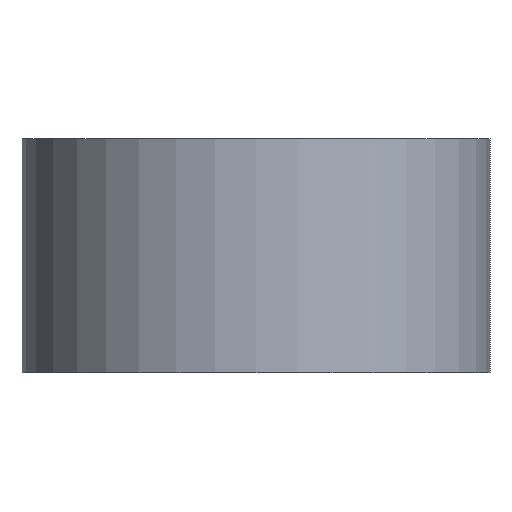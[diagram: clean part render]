
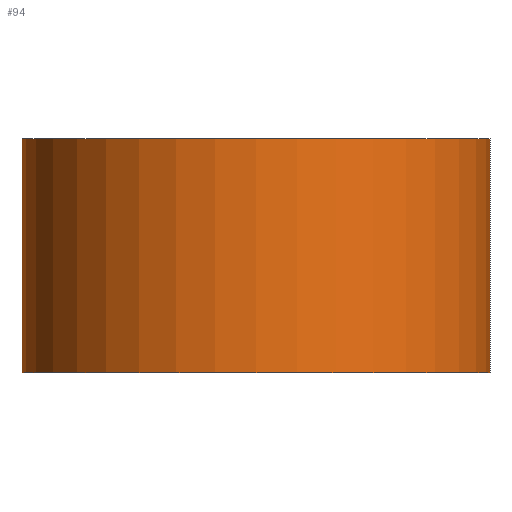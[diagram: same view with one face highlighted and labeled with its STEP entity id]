
A CAD part, front view. The second image highlights one B-rep face of the part: STEP entity #94.
In plain terms, the highlighted cylindrical face has radius 5 mm (diameter 10 mm), a partial arc.
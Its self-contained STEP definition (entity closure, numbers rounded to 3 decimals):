
#1 = EDGE_CURVE ( 'NONE', #124, #166, #171, .T. ) ;
#13 = CARTESIAN_POINT ( 'NONE',  ( 5., 0., 5. ) ) ;
#15 = DIRECTION ( 'NONE',  ( 1., 0., 0. ) ) ;
#26 = CIRCLE ( 'NONE', #249, 5. ) ;
#34 = CARTESIAN_POINT ( 'NONE',  ( 0., 0., 5. ) ) ;
#36 = CARTESIAN_POINT ( 'NONE',  ( -5., 0., 5. ) ) ;
#44 = ORIENTED_EDGE ( 'NONE', *, *, #1, .F. ) ;
#46 = VERTEX_POINT ( 'NONE', #53 ) ;
#47 = VERTEX_POINT ( 'NONE', #190 ) ;
#53 = CARTESIAN_POINT ( 'NONE',  ( -5., 0., 0. ) ) ;
#54 = EDGE_CURVE ( 'NONE', #47, #46, #151, .T. ) ;
#59 = DIRECTION ( 'NONE',  ( 0., 0., 1. ) ) ;
#60 = DIRECTION ( 'NONE',  ( 0., 0., -1. ) ) ;
#61 = ORIENTED_EDGE ( 'NONE', *, *, #64, .T. ) ;
#64 = EDGE_CURVE ( 'NONE', #46, #166, #156, .T. ) ;
#73 = DIRECTION ( 'NONE',  ( -1., 0., 0. ) ) ;
#81 = CARTESIAN_POINT ( 'NONE',  ( 5., 0., 0. ) ) ;
#84 = AXIS2_PLACEMENT_3D ( 'NONE', #238, #220, #73 ) ;
#90 = DIRECTION ( 'NONE',  ( 1., 0., 0. ) ) ;
#94 = ADVANCED_FACE ( 'NONE', ( #148 ), #244, .T. ) ;
#98 = VECTOR ( 'NONE', #60, 1000. ) ;
#100 = EDGE_CURVE ( 'NONE', #47, #124, #26, .T. ) ;
#101 = ORIENTED_EDGE ( 'NONE', *, *, #100, .F. ) ;
#108 = DIRECTION ( 'NONE',  ( 0., 0., 1. ) ) ;
#124 = VERTEX_POINT ( 'NONE', #129 ) ;
#128 = DIRECTION ( 'NONE',  ( 0., 0., -1. ) ) ;
#129 = CARTESIAN_POINT ( 'NONE',  ( 5., 0., 5. ) ) ;
#148 = FACE_OUTER_BOUND ( 'NONE', #213, .T. ) ;
#151 = LINE ( 'NONE', #36, #158 ) ;
#156 = CIRCLE ( 'NONE', #192, 5. ) ;
#158 = VECTOR ( 'NONE', #128, 1000. ) ;
#166 = VERTEX_POINT ( 'NONE', #81 ) ;
#171 = LINE ( 'NONE', #13, #98 ) ;
#190 = CARTESIAN_POINT ( 'NONE',  ( -5., 0., 5. ) ) ;
#192 = AXIS2_PLACEMENT_3D ( 'NONE', #202, #108, #15 ) ;
#202 = CARTESIAN_POINT ( 'NONE',  ( 0., 0., 0. ) ) ;
#213 = EDGE_LOOP ( 'NONE', ( #44, #101, #234, #61 ) ) ;
#220 = DIRECTION ( 'NONE',  ( 0., 0., -1. ) ) ;
#234 = ORIENTED_EDGE ( 'NONE', *, *, #54, .T. ) ;
#238 = CARTESIAN_POINT ( 'NONE',  ( 0., 0., 5. ) ) ;
#244 = CYLINDRICAL_SURFACE ( 'NONE', #84, 5. ) ;
#249 = AXIS2_PLACEMENT_3D ( 'NONE', #34, #59, #90 ) ;
